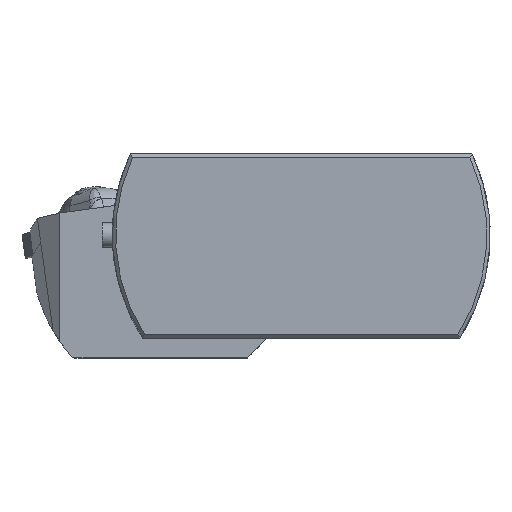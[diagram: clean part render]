
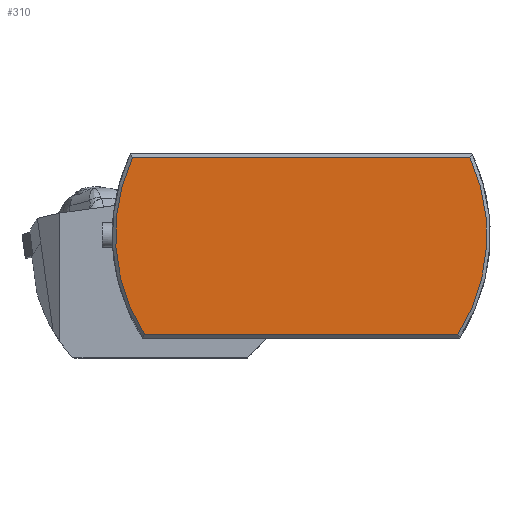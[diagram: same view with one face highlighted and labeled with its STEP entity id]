
A CAD part, top view. The second image highlights one B-rep face of the part: STEP entity #310.
In plain terms, the highlighted planar face has unit normal (0, 0, 1).
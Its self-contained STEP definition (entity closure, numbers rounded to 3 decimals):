
#167=FACE_OUTER_BOUND('',#735,.T.);
#310=ADVANCED_FACE('',(#167),#385,.T.);
#385=PLANE('',#1847);
#451=LINE('',#2534,#563);
#453=LINE('',#2557,#565);
#563=VECTOR('',#1991,1.);
#565=VECTOR('',#2001,1.);
#735=EDGE_LOOP('',(#1040,#1041,#1042,#1043));
#1040=ORIENTED_EDGE('',*,*,#1450,.F.);
#1041=ORIENTED_EDGE('',*,*,#1446,.T.);
#1042=ORIENTED_EDGE('',*,*,#1456,.F.);
#1043=ORIENTED_EDGE('',*,*,#1453,.F.);
#1291=VERTEX_POINT('',#2535);
#1292=VERTEX_POINT('',#2536);
#1294=VERTEX_POINT('',#2549);
#1296=VERTEX_POINT('',#2558);
#1446=EDGE_CURVE('',#1291,#1292,#451,.T.);
#1450=EDGE_CURVE('',#1291,#1294,#1645,.T.);
#1453=EDGE_CURVE('',#1294,#1296,#453,.T.);
#1456=EDGE_CURVE('',#1296,#1292,#1647,.T.);
#1645=CIRCLE('',#1783,37.825);
#1647=CIRCLE('',#1787,37.825);
#1783=AXIS2_PLACEMENT_3D('',#2548,#1995,#1996);
#1787=AXIS2_PLACEMENT_3D('',#2565,#2005,#2006);
#1847=AXIS2_PLACEMENT_3D('',#2766,#2180,#2181);
#1991=DIRECTION('',(-1.,0.,0.));
#1995=DIRECTION('',(0.,0.,-1.));
#1996=DIRECTION('',(1.,0.,0.));
#2001=DIRECTION('',(-1.,0.,0.));
#2005=DIRECTION('',(0.,0.,-1.));
#2006=DIRECTION('',(1.,0.,0.));
#2180=DIRECTION('',(0.,0.,1.));
#2181=DIRECTION('',(1.,0.,0.));
#2534=CARTESIAN_POINT('',(6.608,15.825,0.));
#2535=CARTESIAN_POINT('',(34.355,15.825,0.));
#2536=CARTESIAN_POINT('',(-34.355,15.825,0.));
#2548=CARTESIAN_POINT('',(0.,0.,0.));
#2549=CARTESIAN_POINT('',(31.9,-20.325,0.));
#2557=CARTESIAN_POINT('',(6.608,-20.325,0.));
#2558=CARTESIAN_POINT('',(-31.9,-20.325,0.));
#2565=CARTESIAN_POINT('',(0.,0.,0.));
#2766=CARTESIAN_POINT('',(0.,0.,0.));
